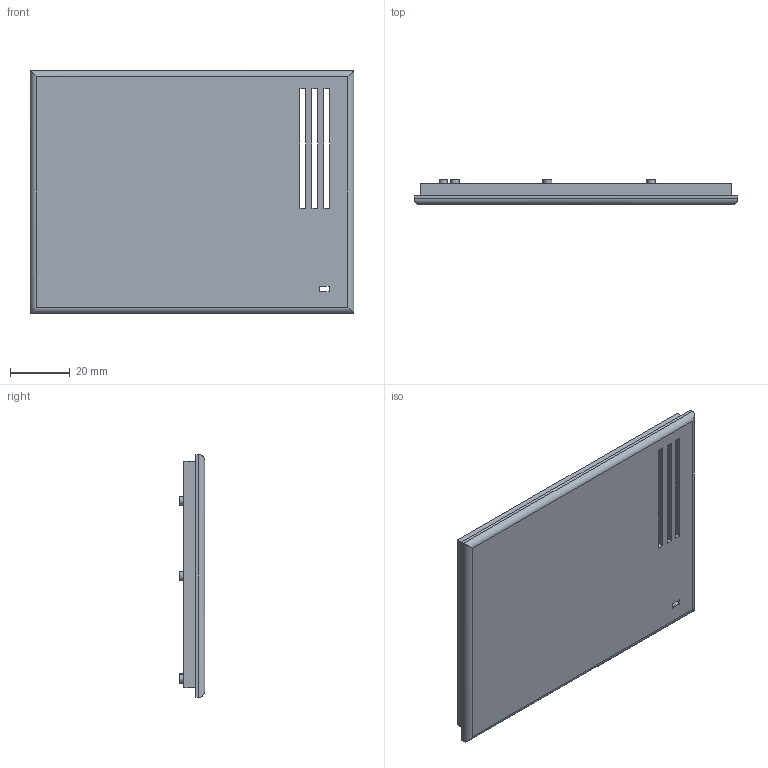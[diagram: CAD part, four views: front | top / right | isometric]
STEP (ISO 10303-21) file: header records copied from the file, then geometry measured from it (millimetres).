
FILE_DESCRIPTION(/* description */ (''),/* implementation_level */ '2;1');
FILE_NAME(/* name */ 'Deckel v16.step',/* time_stamp */ '2025-04-05T15:37:56+02:00',/* author */ (''),/* organization */ (''),/* preprocessor_version */ 'ST-DEVELOPER v20.1',/* originating_system */ 'Autodesk Translation Framework v14.4.0.0',/* authorisation */ '');
FILE_SCHEMA (('AUTOMOTIVE_DESIGN { 1 0 10303 214 3 1 1 }'));
Length unit declared in the file: millimetre
Products named in the file (1): Deckel
Bounding box: 108 x 8.5 x 81 mm (x, y, z)
Volume: 26519.5 mm3; surface area: 20981.3 mm2
Topology: 1 solids, 1 shells, 64 faces, 140 edges, 92 vertices
Faces by surface type: plane 48, cylinder 16
Full cylindrical faces by diameter (mm): 2.8 x6, 3.5 x6
Entity records: 1778 total; most frequent: DIRECTION 298, CARTESIAN_POINT 297, ORIENTED_EDGE 280, EDGE_CURVE 140, LINE 112, VECTOR 112, AXIS2_PLACEMENT_3D 93, VERTEX_POINT 92
